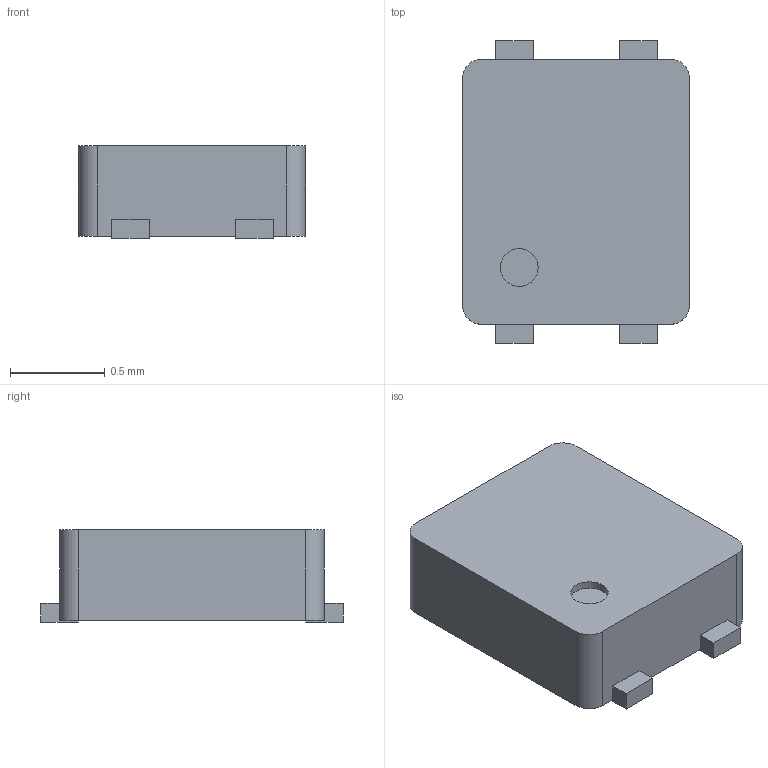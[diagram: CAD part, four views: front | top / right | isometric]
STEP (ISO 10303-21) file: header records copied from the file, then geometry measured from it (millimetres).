
FILE_DESCRIPTION(('FreeCAD Model'),'2;1');
FILE_NAME('SNT-4A.step', '2021-04-15T14:26:43',('Author'),(''), 'Open CASCADE STEP processor 7.3','FreeCAD','Unknown');
FILE_SCHEMA(('AUTOMOTIVE_DESIGN { 1 0 10303 214 1 1 1 1 }'));
Length unit declared in the file: millimetre
Products named in the file (1): Fillet
Bounding box: 1.2 x 1.6 x 0.49 mm (x, y, z)
Volume: 0.8 mm3; surface area: 6 mm2
Topology: 1 solids, 1 shells, 36 faces, 99 edges, 66 vertices
Faces by surface type: plane 31, cylinder 5
Full cylindrical faces by diameter (mm): 0.2 x1
Entity records: 2650 total; most frequent: CARTESIAN_POINT 472, DIRECTION 329, LINE 229, VECTOR 229, ORIENTED_EDGE 198, PCURVE 198, DEFINITIONAL_REPRESENTATION 198, EDGE_CURVE 99
